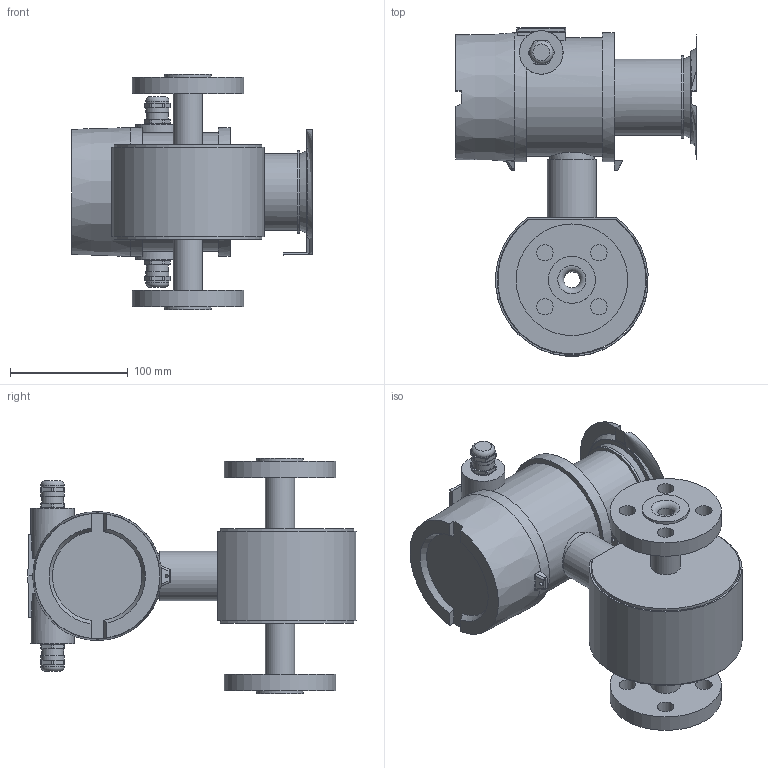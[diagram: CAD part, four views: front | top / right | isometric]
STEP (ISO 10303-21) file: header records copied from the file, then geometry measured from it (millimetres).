
FILE_DESCRIPTION(/* description */ (''),/* implementation_level */ '2;1');
FILE_NAME(/* name */ 'magflux A DN15 kompakt.stp',/* time_stamp */ '2021-11-29T23:13:19+01:00',/* author */ ('g.duesseldorf'),/* organization */ (''),/* preprocessor_version */ 'ST-DEVELOPER v18.1',/* originating_system */ 'Autodesk Inventor 2022',/* authorisation */ '');
FILE_SCHEMA (('CONFIG_CONTROL_DESIGN'));
Length unit declared in the file: millimetre
Products named in the file (1): magflux A DN15 kompakt_Ersatzobjekt_1
Bounding box: 205 x 279.25 x 200 mm (x, y, z)
Volume: 1873482.1 mm3; surface area: 327307.6 mm2
Topology: 7 solids, 8 shells, 307 faces, 729 edges, 460 vertices
Faces by surface type: plane 144, cylinder 87, cone 59, torus 10, bspline 5, sphere 2
Full cylindrical faces by diameter (mm): 3 x2, 5 x2, 14 x9, 17 x4, 18.376 x1, 18.6 x4, 19.8 x4, 20 x1, 25 x1, 25.5 x4, 37 x2, 37.8 x1, 40 x2, 40.5 x1, 42 x1, 65 x1, 70.25 x1, 78 x1, 95 x2, 100.8 x1, 109.6 x2
Entity records: 9675 total; most frequent: CARTESIAN_POINT 2248, DIRECTION 1503, ORIENTED_EDGE 1454, EDGE_CURVE 727, AXIS2_PLACEMENT_3D 611, VERTEX_POINT 460, EDGE_LOOP 365, STYLED_ITEM 314
